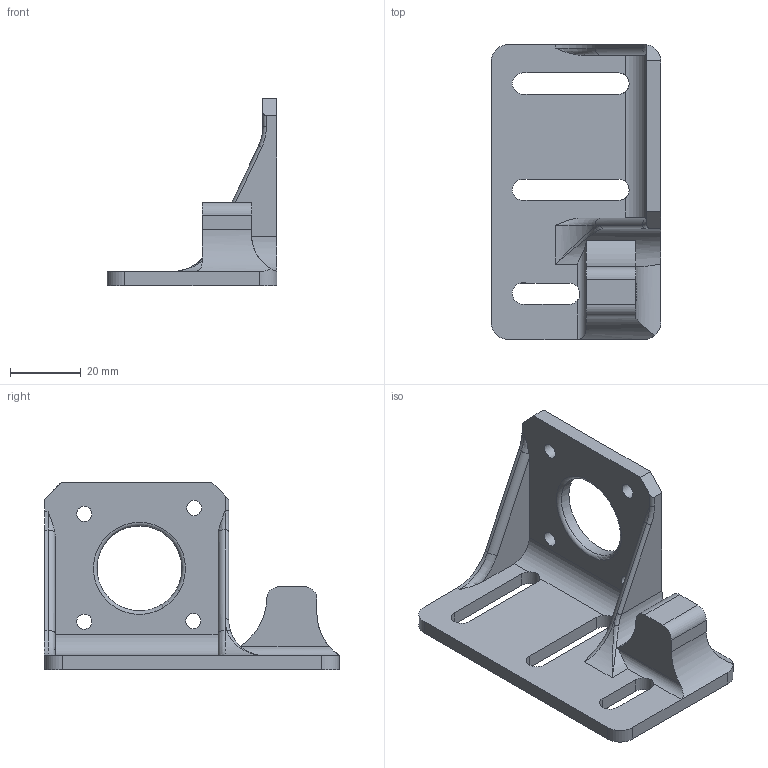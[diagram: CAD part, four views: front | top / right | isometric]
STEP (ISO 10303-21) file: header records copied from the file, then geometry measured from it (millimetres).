
FILE_DESCRIPTION(/* description */ (''),/* implementation_level */ '2;1');
FILE_NAME(/* name */ 'Ferrari Motorhalter.step',/* time_stamp */ '2022-09-22T17:41:08+02:00',/* author */ (''),/* organization */ (''),/* preprocessor_version */ 'ST-DEVELOPER v19',/* originating_system */ 'Autodesk Translation Framework v11.7.0.108',/* authorisation */ '');
FILE_SCHEMA (('AUTOMOTIVE_DESIGN { 1 0 10303 214 3 1 1 }'));
Length unit declared in the file: millimetre
Products named in the file (2): Gleitbock v1; Motorhalter kombiniert v2
Assembly tree (1 placements, depth 2):
  Gleitbock v1
    Motorhalter kombiniert v2
Bounding box: 48 x 83.3 x 53 mm (x, y, z)
Volume: 29219.4 mm3; surface area: 15781.9 mm2
Topology: 1 solids, 1 shells, 71 faces, 214 edges, 141 vertices
Faces by surface type: cylinder 33, plane 30, torus 6, bspline 2
Full cylindrical faces by diameter (mm): 4.3 x4, 8.25 x1, 24 x1
Entity records: 2699 total; most frequent: CARTESIAN_POINT 632, ORIENTED_EDGE 426, DIRECTION 420, EDGE_CURVE 213, AXIS2_PLACEMENT_3D 151, VERTEX_POINT 141, LINE 118, VECTOR 118
